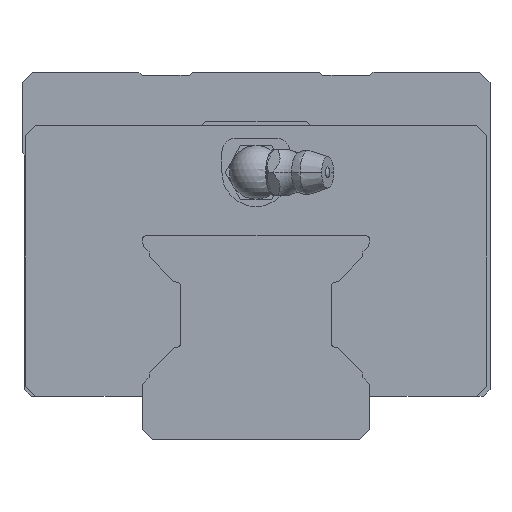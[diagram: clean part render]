
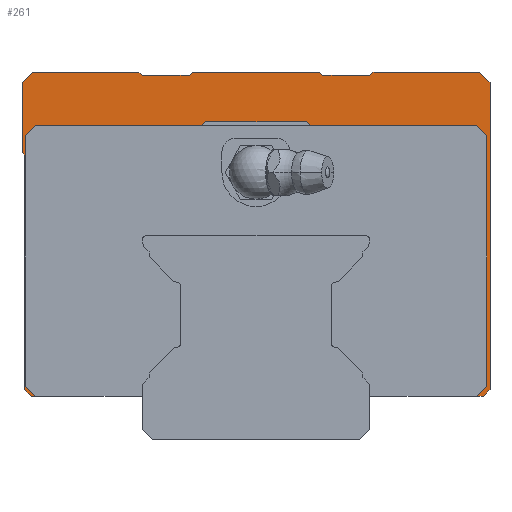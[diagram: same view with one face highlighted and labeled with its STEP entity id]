
A CAD part, front view. The second image highlights one B-rep face of the part: STEP entity #261.
In plain terms, the highlighted planar face has unit normal (0, -1, 0).
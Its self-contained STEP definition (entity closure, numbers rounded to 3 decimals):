
#261=ADVANCED_FACE('',(#622),#623,.F.);
#622=FACE_OUTER_BOUND('',#1179,.T.);
#623=PLANE('',#1180);
#1179=EDGE_LOOP('',(#2336,#2337,#2338,#2339,#2340,#2341,#2342,#2343,#2344,#2345,#2346,#2347,#2348,#2349,#2350,#2351,#2352,#2353,#2354,#2355,#2356,#2357,#2358,#2359,#2360,#2361,#2362,#2363,#2364,#2365));
#1180=AXIS2_PLACEMENT_3D('',#2366,#2367,#2368);
#2336=ORIENTED_EDGE('',*,*,#4057,.F.);
#2337=ORIENTED_EDGE('',*,*,#4058,.T.);
#2338=ORIENTED_EDGE('',*,*,#3985,.T.);
#2339=ORIENTED_EDGE('',*,*,#3937,.T.);
#2340=ORIENTED_EDGE('',*,*,#4059,.T.);
#2341=ORIENTED_EDGE('',*,*,#3942,.T.);
#2342=ORIENTED_EDGE('',*,*,#3997,.T.);
#2343=ORIENTED_EDGE('',*,*,#4060,.T.);
#2344=ORIENTED_EDGE('',*,*,#4061,.T.);
#2345=ORIENTED_EDGE('',*,*,#4062,.T.);
#2346=ORIENTED_EDGE('',*,*,#3839,.T.);
#2347=ORIENTED_EDGE('',*,*,#3862,.T.);
#2348=ORIENTED_EDGE('',*,*,#4002,.F.);
#2349=ORIENTED_EDGE('',*,*,#4012,.F.);
#2350=ORIENTED_EDGE('',*,*,#4063,.F.);
#2351=ORIENTED_EDGE('',*,*,#3944,.F.);
#2352=ORIENTED_EDGE('',*,*,#3870,.F.);
#2353=ORIENTED_EDGE('',*,*,#4064,.F.);
#2354=ORIENTED_EDGE('',*,*,#4065,.F.);
#2355=ORIENTED_EDGE('',*,*,#4066,.F.);
#2356=ORIENTED_EDGE('',*,*,#3882,.F.);
#2357=ORIENTED_EDGE('',*,*,#4067,.F.);
#2358=ORIENTED_EDGE('',*,*,#3928,.F.);
#2359=ORIENTED_EDGE('',*,*,#4068,.F.);
#2360=ORIENTED_EDGE('',*,*,#3898,.F.);
#2361=ORIENTED_EDGE('',*,*,#4069,.F.);
#2362=ORIENTED_EDGE('',*,*,#4053,.F.);
#2363=ORIENTED_EDGE('',*,*,#3932,.F.);
#2364=ORIENTED_EDGE('',*,*,#4070,.F.);
#2365=ORIENTED_EDGE('',*,*,#4071,.F.);
#2366=CARTESIAN_POINT('',(-25.5,0.,63.0));
#2367=DIRECTION('',(0.0,1.0,0.0));
#2368=DIRECTION('',(1.0,0.0,0.0));
#3839=EDGE_CURVE('',#4600,#4598,#4601,.T.);
#3862=EDGE_CURVE('',#4598,#4639,#4641,.T.);
#3870=EDGE_CURVE('',#4654,#4655,#4656,.T.);
#3882=EDGE_CURVE('',#4674,#4675,#4676,.T.);
#3898=EDGE_CURVE('',#4700,#4701,#4702,.T.);
#3928=EDGE_CURVE('',#4756,#4757,#4758,.T.);
#3932=EDGE_CURVE('',#4764,#4765,#4766,.T.);
#3937=EDGE_CURVE('',#4775,#4773,#4776,.T.);
#3942=EDGE_CURVE('',#4785,#4783,#4786,.T.);
#3944=EDGE_CURVE('',#4655,#4788,#4789,.T.);
#3985=EDGE_CURVE('',#4859,#4775,#4860,.T.);
#3997=EDGE_CURVE('',#4783,#4877,#4879,.T.);
#4002=EDGE_CURVE('',#4885,#4639,#4887,.T.);
#4012=EDGE_CURVE('',#4903,#4885,#4904,.T.);
#4053=EDGE_CURVE('',#4765,#4964,#4965,.T.);
#4057=EDGE_CURVE('',#4969,#4970,#4971,.T.);
#4058=EDGE_CURVE('',#4969,#4859,#4972,.T.);
#4059=EDGE_CURVE('',#4773,#4785,#4973,.T.);
#4060=EDGE_CURVE('',#4877,#4974,#4975,.T.);
#4061=EDGE_CURVE('',#4974,#4976,#4977,.T.);
#4062=EDGE_CURVE('',#4976,#4600,#4978,.T.);
#4063=EDGE_CURVE('',#4788,#4903,#4979,.T.);
#4064=EDGE_CURVE('',#4980,#4654,#4981,.T.);
#4065=EDGE_CURVE('',#4982,#4980,#4983,.T.);
#4066=EDGE_CURVE('',#4675,#4982,#4984,.T.);
#4067=EDGE_CURVE('',#4757,#4674,#4985,.T.);
#4068=EDGE_CURVE('',#4701,#4756,#4986,.T.);
#4069=EDGE_CURVE('',#4964,#4700,#4987,.T.);
#4070=EDGE_CURVE('',#4988,#4764,#4989,.T.);
#4071=EDGE_CURVE('',#4970,#4988,#4990,.T.);
#4598=VERTEX_POINT('',#5780);
#4600=VERTEX_POINT('',#5783);
#4601=LINE('',#5784,#5785);
#4639=VERTEX_POINT('',#5836);
#4641=LINE('',#5839,#5840);
#4654=VERTEX_POINT('',#5858);
#4655=VERTEX_POINT('',#5859);
#4656=LINE('',#5860,#5861);
#4674=VERTEX_POINT('',#5886);
#4675=VERTEX_POINT('',#5887);
#4676=LINE('',#5888,#5889);
#4700=VERTEX_POINT('',#5921);
#4701=VERTEX_POINT('',#5922);
#4702=LINE('',#5923,#5924);
#4756=VERTEX_POINT('',#6001);
#4757=VERTEX_POINT('',#6002);
#4758=LINE('',#6003,#6004);
#4764=VERTEX_POINT('',#6013);
#4765=VERTEX_POINT('',#6014);
#4766=LINE('',#6015,#6016);
#4773=VERTEX_POINT('',#6026);
#4775=VERTEX_POINT('',#6029);
#4776=LINE('',#6030,#6031);
#4783=VERTEX_POINT('',#6041);
#4785=VERTEX_POINT('',#6044);
#4786=LINE('',#6045,#6046);
#4788=VERTEX_POINT('',#6049);
#4789=LINE('',#6050,#6051);
#4859=VERTEX_POINT('',#6152);
#4860=LINE('',#6153,#6154);
#4877=VERTEX_POINT('',#6180);
#4879=LINE('',#6183,#6184);
#4885=VERTEX_POINT('',#6191);
#4887=LINE('',#6194,#6195);
#4903=VERTEX_POINT('',#6216);
#4904=LINE('',#6217,#6218);
#4964=VERTEX_POINT('',#6309);
#4965=LINE('',#6310,#6311);
#4969=VERTEX_POINT('',#6317);
#4970=VERTEX_POINT('',#6318);
#4971=LINE('',#6319,#6320);
#4972=LINE('',#6321,#6322);
#4973=LINE('',#6323,#6324);
#4974=VERTEX_POINT('',#6325);
#4975=LINE('',#6326,#6327);
#4976=VERTEX_POINT('',#6328);
#4977=LINE('',#6329,#6330);
#4978=LINE('',#6331,#6332);
#4979=LINE('',#6333,#6334);
#4980=VERTEX_POINT('',#6335);
#4981=LINE('',#6336,#6337);
#4982=VERTEX_POINT('',#6338);
#4983=LINE('',#6339,#6340);
#4984=LINE('',#6341,#6342);
#4985=LINE('',#6343,#6344);
#4986=LINE('',#6345,#6346);
#4987=LINE('',#6347,#6348);
#4988=VERTEX_POINT('',#6349);
#4989=LINE('',#6350,#6351);
#4990=LINE('',#6352,#6353);
#5780=CARTESIAN_POINT('',(34.5,0.0,8.0));
#5783=CARTESIAN_POINT('',(34.5,0.0,45.5));
#5784=CARTESIAN_POINT('',(34.5,0.0,45.5));
#5785=VECTOR('',#7448,1000.0);
#5836=CARTESIAN_POINT('',(33.0,0.,6.5));
#5839=CARTESIAN_POINT('',(34.5,0.0,8.0));
#5840=VECTOR('',#7487,1000.0);
#5858=CARTESIAN_POINT('',(17.5,0.,55.0));
#5859=CARTESIAN_POINT('',(33.5,0.,55.0));
#5860=CARTESIAN_POINT('',(17.5,0.,55.0));
#5861=VECTOR('',#7499,1000.0);
#5886=CARTESIAN_POINT('',(-9.5,0.,55.0));
#5887=CARTESIAN_POINT('',(9.5,0.,55.0));
#5888=CARTESIAN_POINT('',(-9.5,0.,55.0));
#5889=VECTOR('',#7519,1000.0);
#5921=CARTESIAN_POINT('',(-33.5,0.,55.0));
#5922=CARTESIAN_POINT('',(-17.5,0.,55.0));
#5923=CARTESIAN_POINT('',(-33.5,0.,55.0));
#5924=VECTOR('',#7549,1000.0);
#6001=CARTESIAN_POINT('',(-17.,0.,54.5));
#6002=CARTESIAN_POINT('',(-10.,0.,54.5));
#6003=CARTESIAN_POINT('',(-17.,0.,54.5));
#6004=VECTOR('',#7591,1000.0);
#6013=CARTESIAN_POINT('',(-34.6,0.,42.6));
#6014=CARTESIAN_POINT('',(-35.,0.,43.0));
#6015=CARTESIAN_POINT('',(-34.6,0.,42.6));
#6016=VECTOR('',#7595,1000.0);
#6026=CARTESIAN_POINT('',(-33.,0.0,47.0));
#6029=CARTESIAN_POINT('',(-34.5,0.0,45.5));
#6030=CARTESIAN_POINT('',(-34.5,0.0,45.5));
#6031=VECTOR('',#7600,1000.0);
#6041=CARTESIAN_POINT('',(-7.5,0.0,47.6));
#6044=CARTESIAN_POINT('',(-8.1,0.0,47.0));
#6045=CARTESIAN_POINT('',(-8.1,0.0,47.0));
#6046=VECTOR('',#7605,1000.0);
#6049=CARTESIAN_POINT('',(35.,0.,53.5));
#6050=CARTESIAN_POINT('',(33.5,0.,55.0));
#6051=VECTOR('',#7607,1000.0);
#6152=CARTESIAN_POINT('',(-34.5,0.0,8.0));
#6153=CARTESIAN_POINT('',(-34.5,0.0,8.0));
#6154=VECTOR('',#7666,1000.0);
#6180=CARTESIAN_POINT('',(7.5,0.0,47.6));
#6183=CARTESIAN_POINT('',(-7.5,0.0,47.6));
#6184=VECTOR('',#7680,1000.0);
#6191=CARTESIAN_POINT('',(34.,0.,6.5));
#6194=CARTESIAN_POINT('',(34.,0.,6.5));
#6195=VECTOR('',#7689,1000.0);
#6216=CARTESIAN_POINT('',(35.,0.,7.5));
#6217=CARTESIAN_POINT('',(35.,0.,7.5));
#6218=VECTOR('',#7707,1000.0);
#6309=CARTESIAN_POINT('',(-35.,0.,53.5));
#6310=CARTESIAN_POINT('',(-35.,0.,43.0));
#6311=VECTOR('',#7766,1000.0);
#6317=CARTESIAN_POINT('',(-33.,0.,6.5));
#6318=CARTESIAN_POINT('',(-33.6,0.,6.5));
#6319=CARTESIAN_POINT('',(34.,0.,6.5));
#6320=VECTOR('',#7772,1000.0);
#6321=CARTESIAN_POINT('',(-33.,0.0,6.5));
#6322=VECTOR('',#7773,1000.0);
#6323=CARTESIAN_POINT('',(-33.,0.0,47.0));
#6324=VECTOR('',#7774,1000.0);
#6325=CARTESIAN_POINT('',(8.1,0.0,47.0));
#6326=CARTESIAN_POINT('',(7.5,0.0,47.6));
#6327=VECTOR('',#7775,1000.0);
#6328=CARTESIAN_POINT('',(33.0,0.0,47.0));
#6329=CARTESIAN_POINT('',(8.1,0.0,47.0));
#6330=VECTOR('',#7776,1000.0);
#6331=CARTESIAN_POINT('',(33.0,0.0,47.0));
#6332=VECTOR('',#7777,1000.0);
#6333=CARTESIAN_POINT('',(35.,0.,53.5));
#6334=VECTOR('',#7778,1000.0);
#6335=CARTESIAN_POINT('',(17.,0.,54.5));
#6336=CARTESIAN_POINT('',(17.,0.,54.5));
#6337=VECTOR('',#7779,1000.0);
#6338=CARTESIAN_POINT('',(10.,0.,54.5));
#6339=CARTESIAN_POINT('',(10.,0.,54.5));
#6340=VECTOR('',#7780,1000.0);
#6341=CARTESIAN_POINT('',(9.5,0.,55.0));
#6342=VECTOR('',#7781,1000.0);
#6343=CARTESIAN_POINT('',(-10.,0.,54.5));
#6344=VECTOR('',#7782,1000.0);
#6345=CARTESIAN_POINT('',(-17.5,0.,55.0));
#6346=VECTOR('',#7783,1000.0);
#6347=CARTESIAN_POINT('',(-35.,0.,53.5));
#6348=VECTOR('',#7784,1000.0);
#6349=CARTESIAN_POINT('',(-34.6,0.,7.5));
#6350=CARTESIAN_POINT('',(-34.6,0.,7.5));
#6351=VECTOR('',#7785,1000.0);
#6352=CARTESIAN_POINT('',(-33.6,0.,6.5));
#6353=VECTOR('',#7786,1000.0);
#7448=DIRECTION('',(0.0,0.0,-1.0));
#7487=DIRECTION('',(-0.707,0.0,-0.707));
#7499=DIRECTION('',(1.0,0.0,0.0));
#7519=DIRECTION('',(1.0,0.0,0.0));
#7549=DIRECTION('',(1.0,0.0,0.0));
#7591=DIRECTION('',(1.0,0.0,0.0));
#7595=DIRECTION('',(-0.707,0.0,0.707));
#7600=DIRECTION('',(0.707,0.0,0.707));
#7605=DIRECTION('',(0.707,0.0,0.707));
#7607=DIRECTION('',(0.707,0.0,-0.707));
#7666=DIRECTION('',(0.0,0.0,1.0));
#7680=DIRECTION('',(1.0,0.0,0.0));
#7689=DIRECTION('',(-1.0,0.0,0.0));
#7707=DIRECTION('',(-0.707,0.0,-0.707));
#7766=DIRECTION('',(0.0,0.0,1.0));
#7772=DIRECTION('',(-1.0,0.0,0.0));
#7773=DIRECTION('',(-0.707,0.0,0.707));
#7774=DIRECTION('',(1.0,0.0,0.0));
#7775=DIRECTION('',(0.707,0.0,-0.707));
#7776=DIRECTION('',(1.0,0.0,0.0));
#7777=DIRECTION('',(0.707,0.0,-0.707));
#7778=DIRECTION('',(0.0,0.0,-1.0));
#7779=DIRECTION('',(0.707,0.0,0.707));
#7780=DIRECTION('',(1.0,0.0,0.0));
#7781=DIRECTION('',(0.707,0.0,-0.707));
#7782=DIRECTION('',(0.707,0.0,0.707));
#7783=DIRECTION('',(0.707,0.0,-0.707));
#7784=DIRECTION('',(0.707,0.0,0.707));
#7785=DIRECTION('',(0.0,0.0,1.0));
#7786=DIRECTION('',(-0.707,0.0,0.707));
